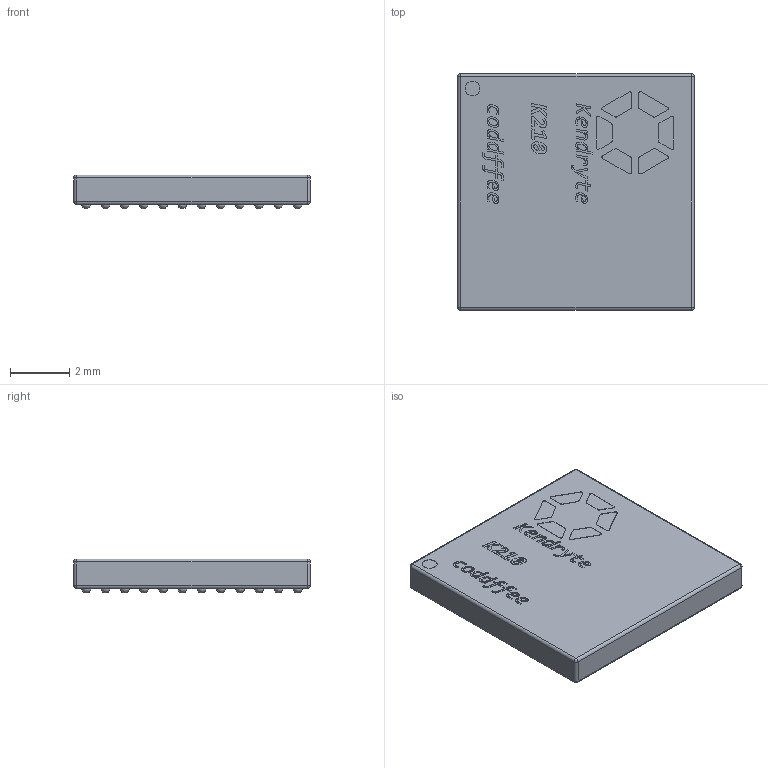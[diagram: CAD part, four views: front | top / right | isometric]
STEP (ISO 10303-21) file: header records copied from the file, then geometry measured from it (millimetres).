
FILE_DESCRIPTION (( 'STEP AP214' ), '1' );
FILE_NAME ('K210.STEP', '2022-04-14T11:22:05', ( '' ), ( '' ), 'SwSTEP 2.0', 'SolidWorks 2019', '' );
FILE_SCHEMA (( 'AUTOMOTIVE_DESIGN' ));
Length unit declared in the file: millimetre
Products named in the file (1): K210
Bounding box: 8 x 8 x 1.15 mm (x, y, z)
Volume: 64.8 mm3; surface area: 167.9 mm2
Topology: 1 solids, 1 shells, 526 faces, 1589 edges, 1094 vertices
Faces by surface type: plane 199, sphere 152, bspline 135, cylinder 40
Entity records: 24738 total; most frequent: CARTESIAN_POINT 10641, ORIENTED_EDGE 2586, DIRECTION 2175, EDGE_CURVE 1293, VERTEX_POINT 950, AXIS2_PLACEMENT_3D 760, EDGE_LOOP 707, VECTOR 655
